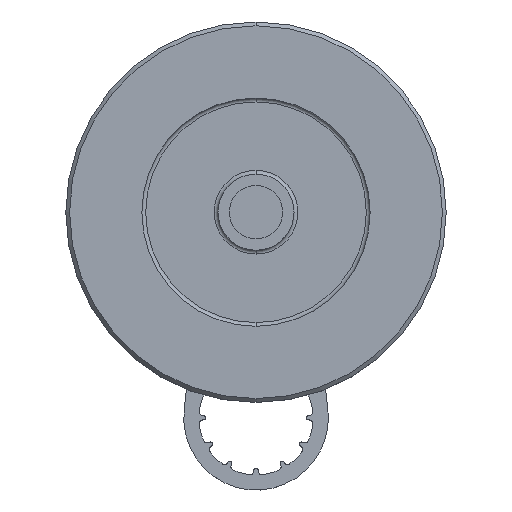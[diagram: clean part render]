
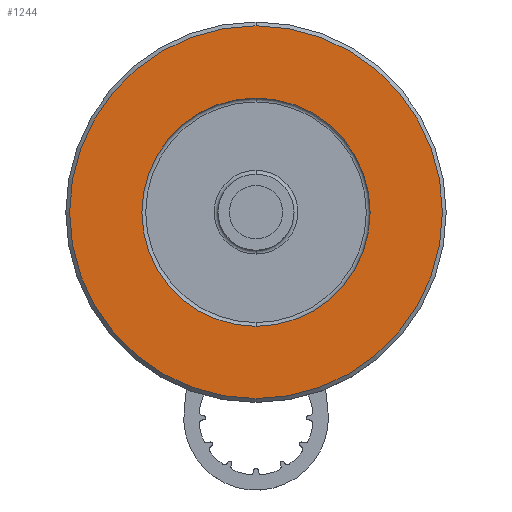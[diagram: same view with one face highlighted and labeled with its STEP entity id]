
A CAD part, top view. The second image highlights one B-rep face of the part: STEP entity #1244.
In plain terms, the highlighted planar face has unit normal (0, 0, 1).
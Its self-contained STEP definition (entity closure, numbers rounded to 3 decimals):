
#1244=ADVANCED_FACE('',(#3316,#3317),#3318,.T.);
#1366=VERTEX_POINT('',#3456);
#1370=VERTEX_POINT('',#3460);
#1372=EDGE_CURVE('',#1366,#1370,#3462,.T.);
#1376=VERTEX_POINT('',#3466);
#1382=VERTEX_POINT('',#3472);
#1384=EDGE_CURVE('',#1382,#1376,#3474,.T.);
#1438=EDGE_CURVE('',#1376,#1382,#3528,.T.);
#1440=EDGE_CURVE('',#1370,#1366,#3530,.T.);
#3316=FACE_OUTER_BOUND('',#5553,.T.);
#3317=FACE_BOUND('',#5554,.T.);
#3318=PLANE('',#5555);
#3456=CARTESIAN_POINT('',(24.93,60.966,18.95));
#3460=CARTESIAN_POINT('',(24.93,11.966,18.95));
#3462=CIRCLE('',#5738,24.5);
#3466=CARTESIAN_POINT('',(24.93,51.466,18.95));
#3472=CARTESIAN_POINT('',(24.93,21.466,18.95));
#3474=CIRCLE('',#5755,15.0);
#3528=CIRCLE('',#5830,15.0);
#3530=CIRCLE('',#5833,24.5);
#5553=EDGE_LOOP('',(#8633,#8634));
#5554=EDGE_LOOP('',(#8635,#8636));
#5555=AXIS2_PLACEMENT_3D('',#8637,#8638,#8639);
#5738=AXIS2_PLACEMENT_3D('',#8795,#8796,#8797);
#5755=AXIS2_PLACEMENT_3D('',#8800,#8801,#8802);
#5830=AXIS2_PLACEMENT_3D('',#8848,#8849,#8850);
#5833=AXIS2_PLACEMENT_3D('',#8851,#8852,#8853);
#8633=ORIENTED_EDGE('',*,*,#1372,.F.);
#8634=ORIENTED_EDGE('',*,*,#1440,.F.);
#8635=ORIENTED_EDGE('',*,*,#1438,.T.);
#8636=ORIENTED_EDGE('',*,*,#1384,.T.);
#8637=CARTESIAN_POINT('',(24.93,56.216,18.95));
#8638=DIRECTION('',(0.0,0.0,1.0));
#8639=DIRECTION('',(0.0,-1.0,0.0));
#8795=CARTESIAN_POINT('',(24.93,36.466,18.95));
#8796=DIRECTION('',(0.0,0.0,-1.0));
#8797=DIRECTION('',(0.0,1.0,0.0));
#8800=CARTESIAN_POINT('',(24.93,36.466,18.95));
#8801=DIRECTION('',(0.0,0.0,-1.0));
#8802=DIRECTION('',(0.0,1.0,0.0));
#8848=CARTESIAN_POINT('',(24.93,36.466,18.95));
#8849=DIRECTION('',(0.0,0.0,-1.0));
#8850=DIRECTION('',(0.0,1.0,0.0));
#8851=CARTESIAN_POINT('',(24.93,36.466,18.95));
#8852=DIRECTION('',(0.0,0.0,-1.0));
#8853=DIRECTION('',(0.0,1.0,0.0));
